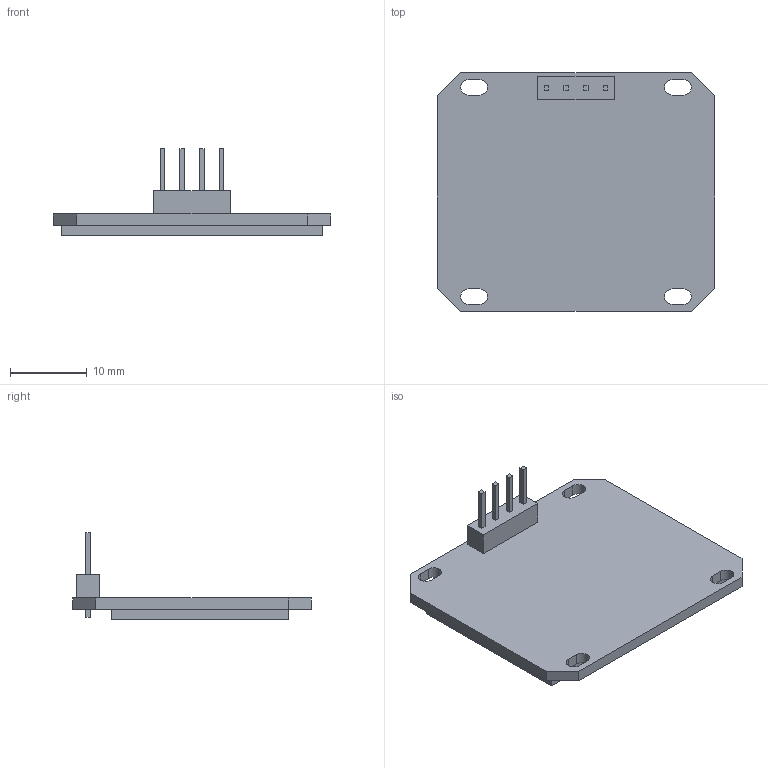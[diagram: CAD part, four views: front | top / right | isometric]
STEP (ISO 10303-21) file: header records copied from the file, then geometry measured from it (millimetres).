
FILE_DESCRIPTION(/* description */ ('','CAx-IF Rec.Pracs.---Representation and Presentation of Product Manufacturing Information (PMI)---4.0---2014-10-13'),/* implementation_level */ '2;1');
FILE_NAME(/* name */ 'oled ssh1106 v1.step',/* time_stamp */ '2025-03-13T09:44:39+03:00',/* author */ (''),/* organization */ (''),/* preprocessor_version */ 'ST-DEVELOPER v20',/* originating_system */ 'Autodesk Translation Framework v13.20.0.188',/* authorisation */ '');
FILE_SCHEMA (('AP242_MANAGED_MODEL_BASED_3D_ENGINEERING_MIM_LF { 1 0 10303 442 1 1 4 }'));
Length unit declared in the file: millimetre
Products named in the file (1): oled ssh1106
Bounding box: 36 x 31 x 11.3 mm (x, y, z)
Volume: 2726.1 mm3; surface area: 4566 mm2
Topology: 7 solids, 7 shells, 87 faces, 216 edges, 144 vertices
Faces by surface type: plane 79, cylinder 8
Entity records: 2635 total; most frequent: CARTESIAN_POINT 448, ORIENTED_EDGE 432, DIRECTION 408, EDGE_CURVE 216, LINE 200, VECTOR 200, VERTEX_POINT 144, EDGE_LOOP 106
